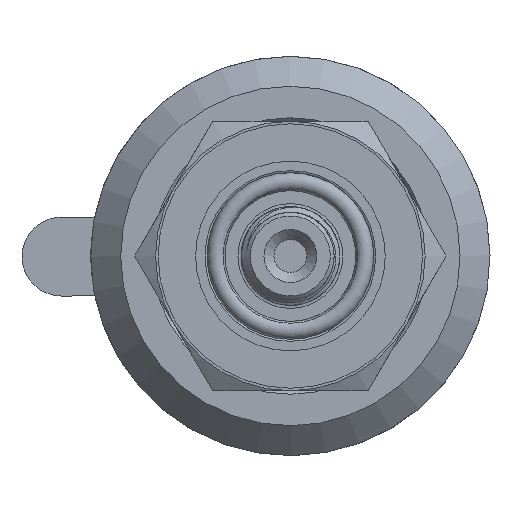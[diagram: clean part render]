
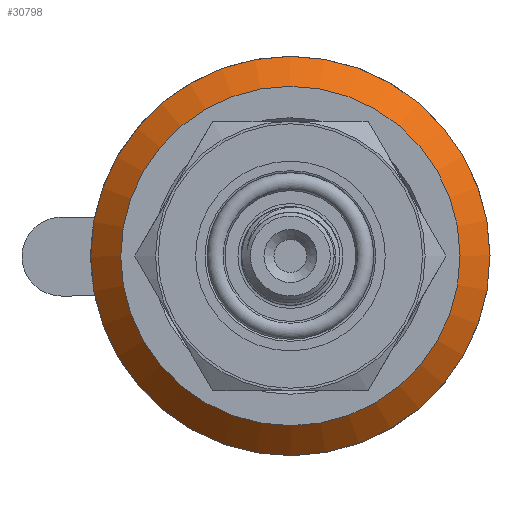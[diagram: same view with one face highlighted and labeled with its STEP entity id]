
A CAD part, left-side view. The second image highlights one B-rep face of the part: STEP entity #30798.
In plain terms, the highlighted conical face has half-angle 45 degrees and reference radius 18.5 mm.
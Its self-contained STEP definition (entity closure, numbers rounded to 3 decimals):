
#1733=CONICAL_SURFACE('',#32536,18.5,0.785);
#2392=FACE_OUTER_BOUND('',#4151,.T.);
#4151=EDGE_LOOP('',(#23884,#23885,#23886,#23887));
#5560=CIRCLE('',#32535,20.);
#5561=CIRCLE('',#32537,17.);
#7634=LINE('',#58485,#10602);
#10602=VECTOR('',#35887,18.5);
#13972=VERTEX_POINT('',#58480);
#13973=VERTEX_POINT('',#58484);
#17608=EDGE_CURVE('',#13972,#13972,#5560,.T.);
#17609=EDGE_CURVE('',#13972,#13973,#7634,.T.);
#17610=EDGE_CURVE('',#13973,#13973,#5561,.T.);
#23884=ORIENTED_EDGE('',*,*,#17608,.F.);
#23885=ORIENTED_EDGE('',*,*,#17609,.T.);
#23886=ORIENTED_EDGE('',*,*,#17610,.T.);
#23887=ORIENTED_EDGE('',*,*,#17609,.F.);
#30798=ADVANCED_FACE('',(#2392),#1733,.T.);
#32535=AXIS2_PLACEMENT_3D('',#58482,#35883,#35884);
#32536=AXIS2_PLACEMENT_3D('',#58483,#35885,#35886);
#32537=AXIS2_PLACEMENT_3D('',#58486,#35888,#35889);
#35883=DIRECTION('center_axis',(-1.,0.,0.));
#35884=DIRECTION('ref_axis',(0.,0.,
-1.));
#35885=DIRECTION('center_axis',(-1.,0.,0.));
#35886=DIRECTION('ref_axis',(0.,-1.,0.));
#35887=DIRECTION('',(0.707,-0.707,0.));
#35888=DIRECTION('center_axis',(-1.,0.,0.));
#35889=DIRECTION('ref_axis',(0.,0.,
-1.));
#58480=CARTESIAN_POINT('',(21.,20.,0.));
#58482=CARTESIAN_POINT('Origin',(21.,0.,0.));
#58483=CARTESIAN_POINT('Origin',(22.5,0.,0.));
#58484=CARTESIAN_POINT('',(24.,17.,0.));
#58485=CARTESIAN_POINT('',(22.5,18.5,0.));
#58486=CARTESIAN_POINT('Origin',(24.,0.,0.));
